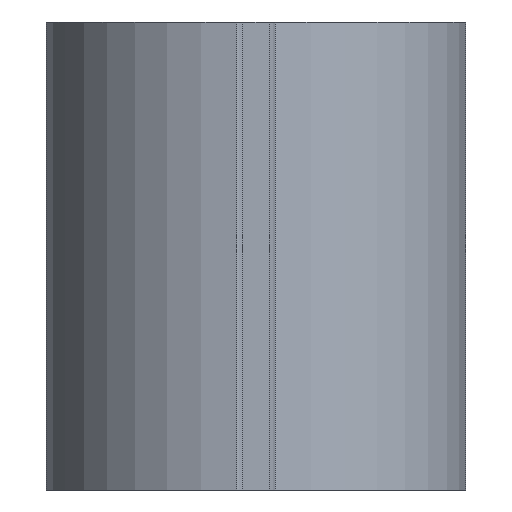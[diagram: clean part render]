
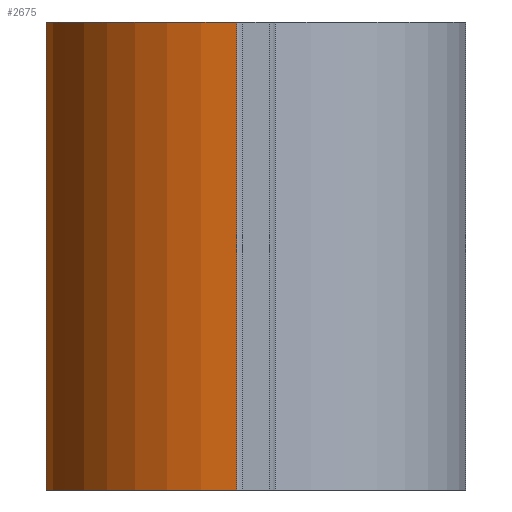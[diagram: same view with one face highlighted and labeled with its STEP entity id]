
A CAD part, left-side view. The second image highlights one B-rep face of the part: STEP entity #2675.
In plain terms, the highlighted cylindrical face has radius 45 mm (diameter 90 mm), a partial arc.
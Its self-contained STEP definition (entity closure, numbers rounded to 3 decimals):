
#207=FACE_OUTER_BOUND('',#355,.T.);
#355=EDGE_LOOP('',(#2277,#2278,#2279,#2280));
#574=LINE('',#4588,#795);
#586=LINE('',#4624,#807);
#795=VECTOR('',#3780,10.);
#807=VECTOR('',#3812,10.);
#992=CIRCLE('',#2997,45.);
#996=CIRCLE('',#3002,45.);
#1243=VERTEX_POINT('',#4585);
#1244=VERTEX_POINT('',#4587);
#1256=VERTEX_POINT('',#4615);
#1258=VERTEX_POINT('',#4623);
#1624=EDGE_CURVE('',#1244,#1243,#574,.T.);
#1639=EDGE_CURVE('',#1256,#1243,#992,.T.);
#1643=EDGE_CURVE('',#1256,#1258,#586,.T.);
#1644=EDGE_CURVE('',#1244,#1258,#996,.T.);
#2277=ORIENTED_EDGE('',*,*,#1624,.T.);
#2278=ORIENTED_EDGE('',*,*,#1639,.F.);
#2279=ORIENTED_EDGE('',*,*,#1643,.T.);
#2280=ORIENTED_EDGE('',*,*,#1644,.F.);
#2548=CYLINDRICAL_SURFACE('',#3001,45.);
#2675=ADVANCED_FACE('',(#207),#2548,.T.);
#2997=AXIS2_PLACEMENT_3D('',#4617,#3802,#3803);
#3001=AXIS2_PLACEMENT_3D('',#4622,#3810,#3811);
#3002=AXIS2_PLACEMENT_3D('',#4625,#3813,#3814);
#3780=DIRECTION('',(0.,0.,1.));
#3802=DIRECTION('center_axis',(0.,0.,1.));
#3803=DIRECTION('ref_axis',(-1.,0.,0.));
#3810=DIRECTION('center_axis',(0.,0.,1.));
#3811=DIRECTION('ref_axis',(-1.,0.,0.));
#3812=DIRECTION('',(0.,0.,-1.));
#3813=DIRECTION('center_axis',(0.,0.,-1.));
#3814=DIRECTION('ref_axis',(-1.,0.,0.));
#4585=CARTESIAN_POINT('',(-44.813,4.1,100.));
#4587=CARTESIAN_POINT('',(-44.813,4.1,0.));
#4588=CARTESIAN_POINT('',(-44.813,4.1,0.));
#4615=CARTESIAN_POINT('',(-4.1,44.813,100.));
#4617=CARTESIAN_POINT('Origin',(0.,0.,100.));
#4622=CARTESIAN_POINT('Origin',(0.,0.,0.));
#4623=CARTESIAN_POINT('',(-4.1,44.813,0.));
#4624=CARTESIAN_POINT('',(-4.1,44.813,0.));
#4625=CARTESIAN_POINT('Origin',(0.,0.,0.));
